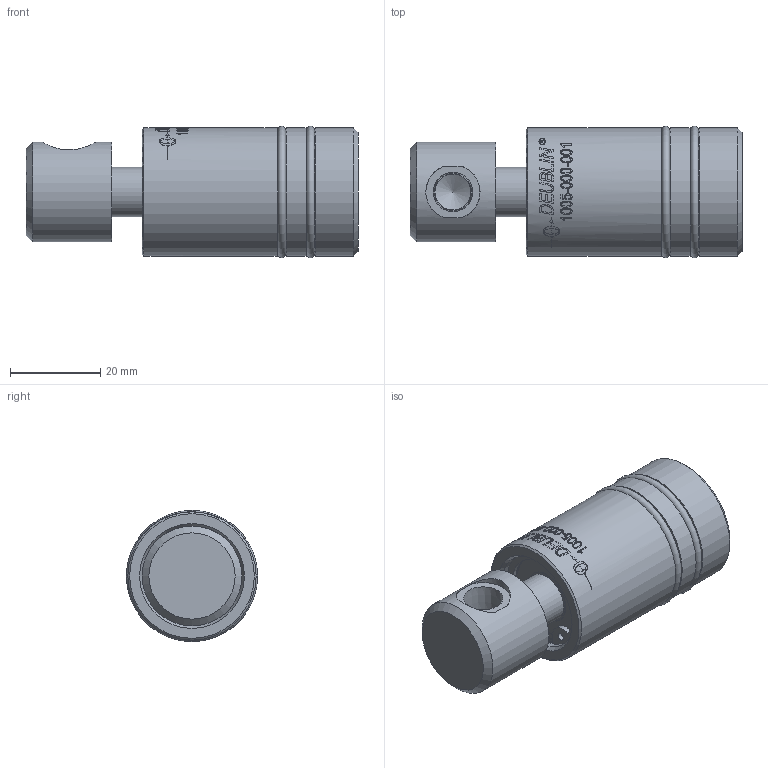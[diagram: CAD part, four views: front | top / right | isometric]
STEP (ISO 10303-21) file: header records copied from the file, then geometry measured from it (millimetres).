
FILE_DESCRIPTION((''),'2;1');
FILE_NAME('1005-000-001-IC.stp','2014-01-09T08:52:34',('cdunkel'),(''),'Autodesk Inventor 2013','Autodesk Inventor 2013','');
FILE_SCHEMA(('AUTOMOTIVE_DESIGN { 1 2 10303 214 0 1 1 1 }'));
Length unit declared in the file: millimetre
Products named in the file (1): 1005-000-001_Konturvereinfachung_1
Bounding box: 73.44 x 29.06 x 29.06 mm (x, y, z)
Volume: 35528.1 mm3; surface area: 10628.7 mm2
Topology: 1 solids, 2 shells, 354 faces, 916 edges, 606 vertices
Faces by surface type: plane 147, bspline 121, cylinder 68, torus 12, cone 6
Full cylindrical faces by diameter (mm): 1.6 x1, 1.68 x2, 3.2 x1, 7.95 x1, 11 x1, 11.875 x1, 18.825 x1, 19 x1, 22 x1, 22.07 x2, 22.1 x1, 25.5 x4, 28.37 x3
Entity records: 13507 total; most frequent: CARTESIAN_POINT 5664, ORIENTED_EDGE 1684, DIRECTION 1326, EDGE_CURVE 842, VERTEX_POINT 574, AXIS2_PLACEMENT_3D 513, EDGE_LOOP 444, FACE_OUTER_BOUND 352
